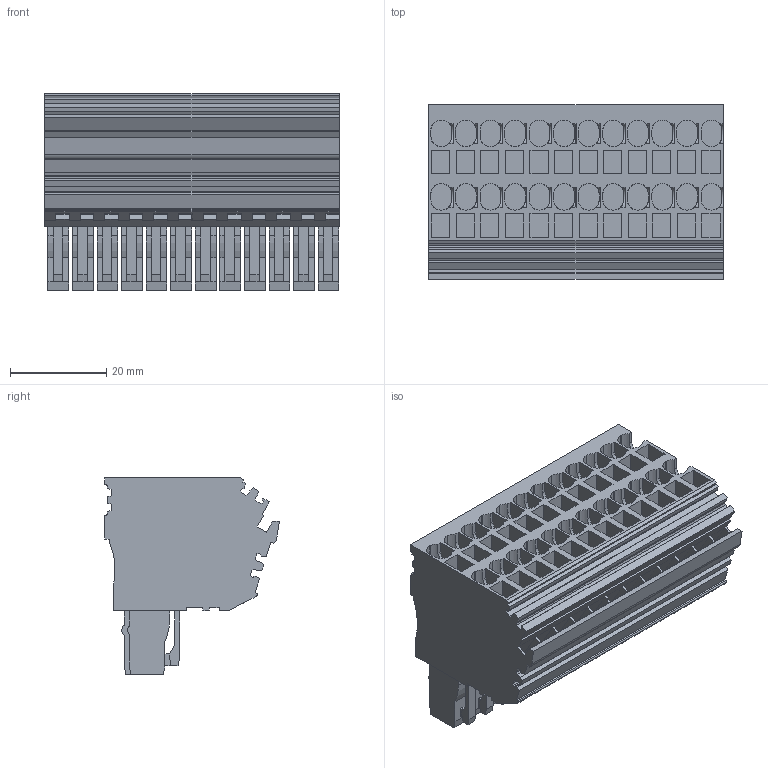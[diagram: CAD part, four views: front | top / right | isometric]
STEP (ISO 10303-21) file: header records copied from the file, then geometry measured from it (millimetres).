
FILE_DESCRIPTION(('CATIA V5R24 STEP','CAx-IF Rec.Pracs.--- Model Styling and Organization---1.2---2011-12-15'),'2;1');
FILE_NAME ('398447_1_1815840000_1815840000.stp','2017-02-06T12:18:49+00:00',('none'),('Weidmueller'),'CATIA Version 5-6 Release 2014 SP4 HF52','CATIA V5 STEP AP214','none');
FILE_SCHEMA(('AUTOMOTIVE_DESIGN { 1 0 10303 214 1 1 1 1 }'));
Length unit declared in the file: millimetre
Products named in the file (1): v5-standard_part
Bounding box: 61.2 x 36.26 x 40.75 mm (x, y, z)
Volume: 44027.6 mm3; surface area: 28390.2 mm2
Topology: 1 solids, 1 shells, 1662 faces, 4772 edges, 3194 vertices
Faces by surface type: plane 1328, cylinder 334
Entity records: 49266 total; most frequent: ORIENTED_EDGE 9544, CARTESIAN_POINT 9366, DIRECTION 6195, EDGE_CURVE 4772, VECTOR 3950, LINE 3950, VERTEX_POINT 3194, EDGE_LOOP 1768
